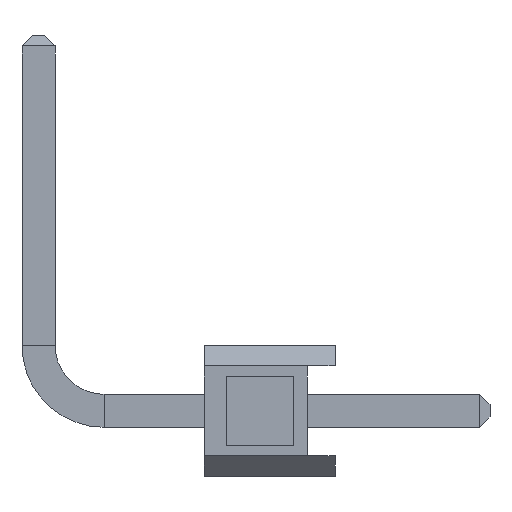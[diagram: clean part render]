
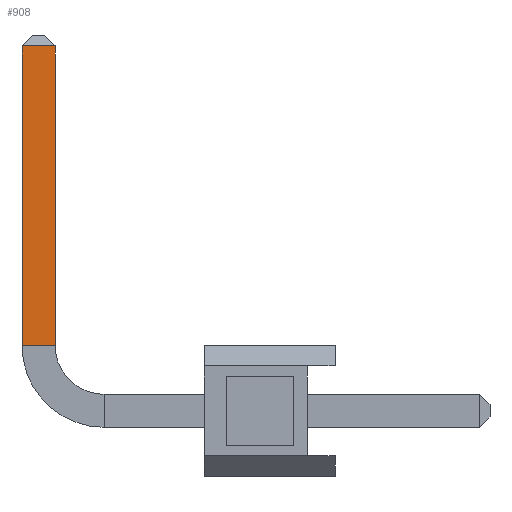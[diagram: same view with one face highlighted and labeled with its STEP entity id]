
A CAD part, left-side view. The second image highlights one B-rep face of the part: STEP entity #908.
In plain terms, the highlighted planar face has unit normal (-1, 0, 0).
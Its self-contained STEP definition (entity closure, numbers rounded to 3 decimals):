
#102 = ORIENTED_EDGE ( 'NONE', *, *, #554, .T. ) ;
#394 = VECTOR ( 'NONE', #5287, 1000. ) ;
#542 = VECTOR ( 'NONE', #636, 1000. ) ;
#554 = EDGE_CURVE ( 'NONE', #8060, #1295, #4219, .T. ) ;
#636 = DIRECTION ( 'NONE',  ( 0., 0., 1. ) ) ;
#691 = CARTESIAN_POINT ( 'NONE',  ( -0.32, 6.07, 7.07 ) ) ;
#908 = ADVANCED_FACE ( 'NONE', ( #4005 ), #2922, .T. ) ;
#1069 = CARTESIAN_POINT ( 'NONE',  ( -0.32, 6.07, 1.27 ) ) ;
#1295 = VERTEX_POINT ( 'NONE', #2370 ) ;
#1495 = CARTESIAN_POINT ( 'NONE',  ( -0.32, 6.07, 1.27 ) ) ;
#1708 = EDGE_CURVE ( 'NONE', #6744, #6130, #1847, .T. ) ;
#1847 = LINE ( 'NONE', #2212, #5152 ) ;
#1855 = CARTESIAN_POINT ( 'NONE',  ( -0.32, 6.07, 1.27 ) ) ;
#2212 = CARTESIAN_POINT ( 'NONE',  ( -0.32, 6.07, 1.27 ) ) ;
#2281 = EDGE_CURVE ( 'NONE', #6744, #8060, #6948, .T. ) ;
#2314 = ORIENTED_EDGE ( 'NONE', *, *, #2281, .T. ) ;
#2370 = CARTESIAN_POINT ( 'NONE',  ( -0.32, 5.43, 7.07 ) ) ;
#2922 = PLANE ( 'NONE',  #6720 ) ;
#3125 = DIRECTION ( 'NONE',  ( -1., 0., 0. ) ) ;
#3186 = EDGE_CURVE ( 'NONE', #1295, #6130, #7185, .T. ) ;
#3339 = EDGE_LOOP ( 'NONE', ( #102, #7062, #7229, #2314 ) ) ;
#4005 = FACE_OUTER_BOUND ( 'NONE', #3339, .T. ) ;
#4219 = LINE ( 'NONE', #4539, #542 ) ;
#4310 = DIRECTION ( 'NONE',  ( 0., -1., 0. ) ) ;
#4364 = CARTESIAN_POINT ( 'NONE',  ( -0.32, 5.43, 1.27 ) ) ;
#4539 = CARTESIAN_POINT ( 'NONE',  ( -0.32, 5.43, 1.27 ) ) ;
#5144 = DIRECTION ( 'NONE',  ( 0., -1., 0. ) ) ;
#5152 = VECTOR ( 'NONE', #7437, 1000. ) ;
#5287 = DIRECTION ( 'NONE',  ( 0., 1., 0. ) ) ;
#6130 = VERTEX_POINT ( 'NONE', #7857 ) ;
#6720 = AXIS2_PLACEMENT_3D ( 'NONE', #1855, #3125, #5144 ) ;
#6744 = VERTEX_POINT ( 'NONE', #1495 ) ;
#6853 = VECTOR ( 'NONE', #4310, 1000. ) ;
#6948 = LINE ( 'NONE', #1069, #6853 ) ;
#7062 = ORIENTED_EDGE ( 'NONE', *, *, #3186, .T. ) ;
#7185 = LINE ( 'NONE', #691, #394 ) ;
#7229 = ORIENTED_EDGE ( 'NONE', *, *, #1708, .F. ) ;
#7437 = DIRECTION ( 'NONE',  ( 0., 0., 1. ) ) ;
#7857 = CARTESIAN_POINT ( 'NONE',  ( -0.32, 6.07, 7.07 ) ) ;
#8060 = VERTEX_POINT ( 'NONE', #4364 ) ;
